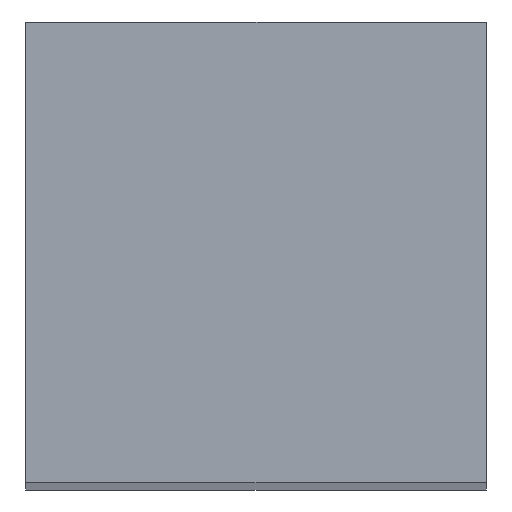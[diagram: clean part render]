
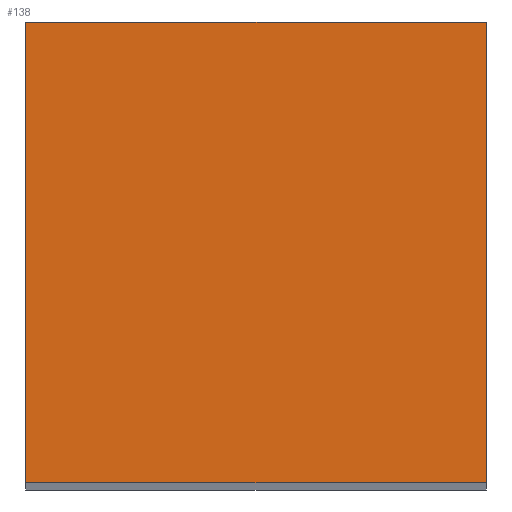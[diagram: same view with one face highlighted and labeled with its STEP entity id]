
A CAD part, top view. The second image highlights one B-rep face of the part: STEP entity #138.
In plain terms, the highlighted planar face has unit normal (0, 0, 1).
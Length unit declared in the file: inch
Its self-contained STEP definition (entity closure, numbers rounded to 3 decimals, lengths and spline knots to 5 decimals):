
#10 = ORIENTED_EDGE ( 'NONE', *, *, #286, .T. ) ;
#14 = LINE ( 'NONE', #50, #132 ) ;
#16 = EDGE_CURVE ( 'NONE', #231, #135, #68, .T. ) ;
#27 = AXIS2_PLACEMENT_3D ( 'NONE', #156, #32, #309 ) ;
#32 = DIRECTION ( 'NONE',  ( 0., 0., 1. ) ) ;
#33 = EDGE_CURVE ( 'NONE', #135, #53, #14, .T. ) ;
#41 = CARTESIAN_POINT ( 'NONE',  ( 3.5, 0., 32. ) ) ;
#47 = CARTESIAN_POINT ( 'NONE',  ( 0., 0., 32. ) ) ;
#50 = CARTESIAN_POINT ( 'NONE',  ( 3.5, 0., 32. ) ) ;
#53 = VERTEX_POINT ( 'NONE', #41 ) ;
#66 = VECTOR ( 'NONE', #304, 39.37008 ) ;
#68 = LINE ( 'NONE', #397, #375 ) ;
#70 = EDGE_CURVE ( 'NONE', #53, #329, #344, .T. ) ;
#93 = CARTESIAN_POINT ( 'NONE',  ( 0., 0., 32. ) ) ;
#106 = ORIENTED_EDGE ( 'NONE', *, *, #16, .T. ) ;
#126 = FACE_OUTER_BOUND ( 'NONE', #258, .T. ) ;
#132 = VECTOR ( 'NONE', #325, 39.37008 ) ;
#135 = VERTEX_POINT ( 'NONE', #185 ) ;
#138 = ADVANCED_FACE ( 'NONE', ( #126 ), #248, .T. ) ;
#156 = CARTESIAN_POINT ( 'NONE',  ( 0., 0., 32. ) ) ;
#160 = VECTOR ( 'NONE', #405, 39.37008 ) ;
#185 = CARTESIAN_POINT ( 'NONE',  ( 3.5, -3.5, 32. ) ) ;
#231 = VERTEX_POINT ( 'NONE', #370 ) ;
#248 = PLANE ( 'NONE',  #27 ) ;
#258 = EDGE_LOOP ( 'NONE', ( #10, #106, #323, #386 ) ) ;
#268 = DIRECTION ( 'NONE',  ( 1., 0., 0. ) ) ;
#286 = EDGE_CURVE ( 'NONE', #329, #231, #299, .T. ) ;
#299 = LINE ( 'NONE', #402, #66 ) ;
#304 = DIRECTION ( 'NONE',  ( 0., -1., 0. ) ) ;
#309 = DIRECTION ( 'NONE',  ( 1., 0., 0. ) ) ;
#323 = ORIENTED_EDGE ( 'NONE', *, *, #33, .T. ) ;
#325 = DIRECTION ( 'NONE',  ( 0., 1., 0. ) ) ;
#329 = VERTEX_POINT ( 'NONE', #47 ) ;
#344 = LINE ( 'NONE', #93, #160 ) ;
#370 = CARTESIAN_POINT ( 'NONE',  ( 0., -3.5, 32. ) ) ;
#375 = VECTOR ( 'NONE', #268, 39.37008 ) ;
#386 = ORIENTED_EDGE ( 'NONE', *, *, #70, .T. ) ;
#397 = CARTESIAN_POINT ( 'NONE',  ( 0., -3.5, 32. ) ) ;
#402 = CARTESIAN_POINT ( 'NONE',  ( 0., 0., 32. ) ) ;
#405 = DIRECTION ( 'NONE',  ( -1., 0., 0. ) ) ;
